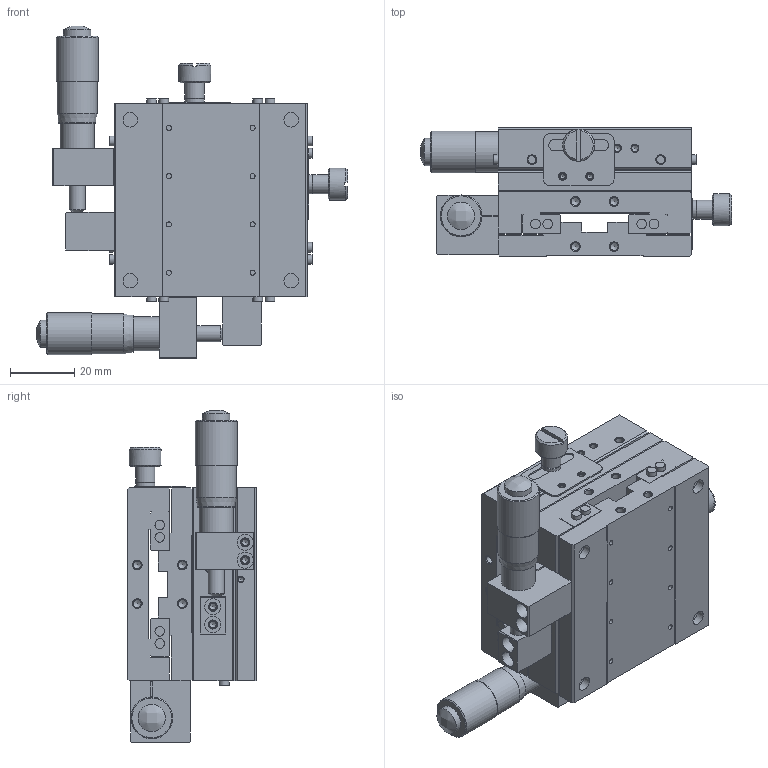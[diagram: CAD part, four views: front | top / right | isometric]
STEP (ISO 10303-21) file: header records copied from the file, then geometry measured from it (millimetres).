
FILE_DESCRIPTION (( 'STEP AP203' ), '1' );
FILE_NAME ('516351.STEP', '2022-11-01T09:45:46', ( '' ), ( '' ), 'SwSTEP 2.0', 'SolidWorks 2020', '' );
FILE_SCHEMA (( 'CONFIG_CONTROL_DESIGN' ));
Length unit declared in the file: millimetre
Products named in the file (1): 516351
Bounding box: 96.64 x 40 x 103.14 mm (x, y, z)
Volume: 142575.4 mm3; surface area: 65066.7 mm2
Topology: 6 solids, 14 shells, 768 faces, 1816 edges, 1172 vertices
Faces by surface type: plane 326, cylinder 254, cone 184, bspline 4
Full cylindrical faces by diameter (mm): 1.567 x24, 2.013 x16, 2.459 x52, 2.5 x4, 2.8 x8, 3 x18, 3.2 x16, 3.242 x18, 3.5 x2, 4.4 x16, 4.5 x8, 5 x10, 6 x22, 7.5 x4, 8 x8, 8.5 x2, 9.5 x4, 10 x2, 10.5 x2, 12.5 x2, 13 x2
Entity records: 18739 total; most frequent: DIRECTION 3362, CARTESIAN_POINT 3125, ORIENTED_EDGE 2448, AXIS2_PLACEMENT_3D 1397, EDGE_LOOP 1384, EDGE_CURVE 1224, FACE_OUTER_BOUND 1008, VERTEX_POINT 1000
